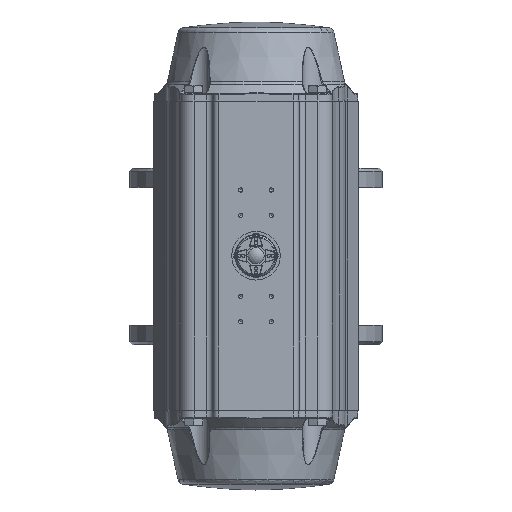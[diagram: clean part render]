
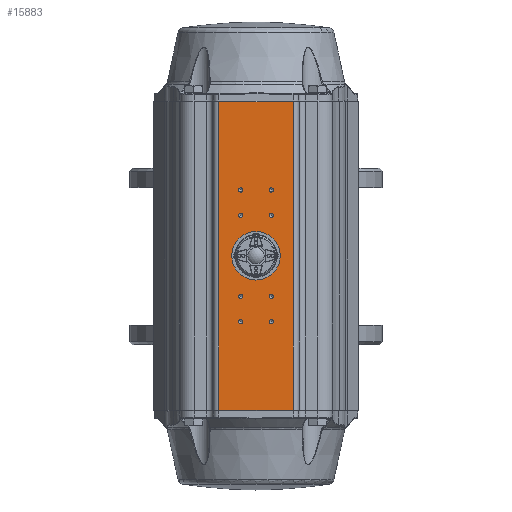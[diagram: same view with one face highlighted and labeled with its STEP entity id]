
A CAD part, top view. The second image highlights one B-rep face of the part: STEP entity #15883.
In plain terms, the highlighted face is planar.
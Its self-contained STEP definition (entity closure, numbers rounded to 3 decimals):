
#1685=CIRCLE('',#16832,2.1);
#1687=CIRCLE('',#16836,2.1);
#1689=CIRCLE('',#16840,2.1);
#1691=CIRCLE('',#16844,2.1);
#1693=CIRCLE('',#16848,2.1);
#1695=CIRCLE('',#16852,2.1);
#1697=CIRCLE('',#16856,2.1);
#1699=CIRCLE('',#16860,2.1);
#1791=CIRCLE('',#17007,23.9);
#5758=ORIENTED_EDGE('',*,*,#8281,.F.);
#5759=ORIENTED_EDGE('',*,*,#8282,.T.);
#5760=ORIENTED_EDGE('',*,*,#8283,.T.);
#5761=ORIENTED_EDGE('',*,*,#8284,.T.);
#5762=ORIENTED_EDGE('',*,*,#7357,.F.);
#5763=ORIENTED_EDGE('',*,*,#7355,.F.);
#5764=ORIENTED_EDGE('',*,*,#7353,.F.);
#5765=ORIENTED_EDGE('',*,*,#7351,.F.);
#5766=ORIENTED_EDGE('',*,*,#7349,.F.);
#5767=ORIENTED_EDGE('',*,*,#7347,.F.);
#5768=ORIENTED_EDGE('',*,*,#7345,.F.);
#5769=ORIENTED_EDGE('',*,*,#7343,.F.);
#5770=ORIENTED_EDGE('',*,*,#7521,.F.);
#7343=EDGE_CURVE('',#9181,#9181,#1685,.T.);
#7345=EDGE_CURVE('',#9184,#9184,#1687,.T.);
#7347=EDGE_CURVE('',#9187,#9187,#1689,.T.);
#7349=EDGE_CURVE('',#9190,#9190,#1691,.T.);
#7351=EDGE_CURVE('',#9193,#9193,#1693,.T.);
#7353=EDGE_CURVE('',#9196,#9196,#1695,.T.);
#7355=EDGE_CURVE('',#9199,#9199,#1697,.T.);
#7357=EDGE_CURVE('',#9202,#9202,#1699,.T.);
#7521=EDGE_CURVE('',#9367,#9367,#1791,.T.);
#8281=EDGE_CURVE('',#9769,#9770,#10455,.T.);
#8282=EDGE_CURVE('',#9769,#9771,#10456,.T.);
#8283=EDGE_CURVE('',#9771,#9772,#10457,.T.);
#8284=EDGE_CURVE('',#9772,#9770,#10458,.T.);
#9181=VERTEX_POINT('',#26224);
#9184=VERTEX_POINT('',#26231);
#9187=VERTEX_POINT('',#26238);
#9190=VERTEX_POINT('',#26245);
#9193=VERTEX_POINT('',#26252);
#9196=VERTEX_POINT('',#26259);
#9199=VERTEX_POINT('',#26266);
#9202=VERTEX_POINT('',#26273);
#9367=VERTEX_POINT('',#28216);
#9769=VERTEX_POINT('',#36421);
#9770=VERTEX_POINT('',#36422);
#9771=VERTEX_POINT('',#36424);
#9772=VERTEX_POINT('',#36426);
#10455=LINE('',#36420,#11208);
#10456=LINE('',#36423,#11209);
#10457=LINE('',#36425,#11210);
#10458=LINE('',#36427,#11211);
#11208=VECTOR('',#21372,1000.);
#11209=VECTOR('',#21373,1000.);
#11210=VECTOR('',#21374,1000.);
#11211=VECTOR('',#21375,1000.);
#12412=EDGE_LOOP('',(#5758,#5759,#5760,#5761));
#12413=EDGE_LOOP('',(#5762));
#12414=EDGE_LOOP('',(#5763));
#12415=EDGE_LOOP('',(#5764));
#12416=EDGE_LOOP('',(#5765));
#12417=EDGE_LOOP('',(#5766));
#12418=EDGE_LOOP('',(#5767));
#12419=EDGE_LOOP('',(#5768));
#12420=EDGE_LOOP('',(#5769));
#12421=EDGE_LOOP('',(#5770));
#13622=FACE_BOUND('',#12412,.T.);
#13623=FACE_BOUND('',#12413,.T.);
#13624=FACE_BOUND('',#12414,.T.);
#13625=FACE_BOUND('',#12415,.T.);
#13626=FACE_BOUND('',#12416,.T.);
#13627=FACE_BOUND('',#12417,.T.);
#13628=FACE_BOUND('',#12418,.T.);
#13629=FACE_BOUND('',#12419,.T.);
#13630=FACE_BOUND('',#12420,.T.);
#13631=FACE_BOUND('',#12421,.T.);
#13996=PLANE('',#17581);
#15883=ADVANCED_FACE('',(#13622,#13623,#13624,#13625,#13626,#13627,#13628,
#13629,#13630,#13631),#13996,.T.);
#16832=AXIS2_PLACEMENT_3D('',#26223,#19688,#19689);
#16836=AXIS2_PLACEMENT_3D('',#26230,#19696,#19697);
#16840=AXIS2_PLACEMENT_3D('',#26237,#19704,#19705);
#16844=AXIS2_PLACEMENT_3D('',#26244,#19712,#19713);
#16848=AXIS2_PLACEMENT_3D('',#26251,#19720,#19721);
#16852=AXIS2_PLACEMENT_3D('',#26258,#19728,#19729);
#16856=AXIS2_PLACEMENT_3D('',#26265,#19736,#19737);
#16860=AXIS2_PLACEMENT_3D('',#26272,#19744,#19745);
#17007=AXIS2_PLACEMENT_3D('',#28215,#20050,#20051);
#17581=AXIS2_PLACEMENT_3D('',#36419,#21370,#21371);
#19688=DIRECTION('',(0.,1.,0.));
#19689=DIRECTION('',(0.,0.,1.));
#19696=DIRECTION('',(0.,1.,0.));
#19697=DIRECTION('',(0.,0.,1.));
#19704=DIRECTION('',(0.,1.,0.));
#19705=DIRECTION('',(0.,0.,1.));
#19712=DIRECTION('',(0.,1.,0.));
#19713=DIRECTION('',(0.,0.,1.));
#19720=DIRECTION('',(0.,1.,0.));
#19721=DIRECTION('',(0.,0.,1.));
#19728=DIRECTION('',(0.,1.,0.));
#19729=DIRECTION('',(0.,0.,1.));
#19736=DIRECTION('',(0.,1.,0.));
#19737=DIRECTION('',(0.,0.,1.));
#19744=DIRECTION('',(0.,1.,0.));
#19745=DIRECTION('',(0.,0.,1.));
#20050=DIRECTION('',(0.,1.,0.));
#20051=DIRECTION('',(-1.,0.,0.));
#21370=DIRECTION('',(0.,1.,0.));
#21371=DIRECTION('',(1.,0.,0.));
#21372=DIRECTION('',(0.,0.,-1.));
#21373=DIRECTION('',(1.,0.,0.));
#21374=DIRECTION('',(0.,0.,-1.));
#21375=DIRECTION('',(-1.,0.,0.));
#26223=CARTESIAN_POINT('',(-15.,98.,-65.));
#26224=CARTESIAN_POINT('',(-15.,98.,-62.9));
#26230=CARTESIAN_POINT('',(-15.,98.,-40.));
#26231=CARTESIAN_POINT('',(-15.,98.,-37.9));
#26237=CARTESIAN_POINT('',(15.,98.,-65.));
#26238=CARTESIAN_POINT('',(15.,98.,-62.9));
#26244=CARTESIAN_POINT('',(15.,98.,-40.));
#26245=CARTESIAN_POINT('',(15.,98.,-37.9));
#26251=CARTESIAN_POINT('',(-15.,98.,40.));
#26252=CARTESIAN_POINT('',(-15.,98.,42.1));
#26258=CARTESIAN_POINT('',(-15.,98.,65.));
#26259=CARTESIAN_POINT('',(-15.,98.,67.1));
#26265=CARTESIAN_POINT('',(15.,98.,65.));
#26266=CARTESIAN_POINT('',(15.,98.,67.1));
#26272=CARTESIAN_POINT('',(15.,98.,40.));
#26273=CARTESIAN_POINT('',(15.,98.,42.1));
#28215=CARTESIAN_POINT('',(0.,98.,0.));
#28216=CARTESIAN_POINT('',(-23.9,98.,0.));
#36419=CARTESIAN_POINT('',(0.,98.,152.75));
#36420=CARTESIAN_POINT('',(-36.52,98.,152.75));
#36421=CARTESIAN_POINT('',(-36.52,98.,152.25));
#36422=CARTESIAN_POINT('',(-36.52,98.,-152.25));
#36423=CARTESIAN_POINT('',(0.,98.,152.25));
#36424=CARTESIAN_POINT('',(36.52,98.,152.25));
#36425=CARTESIAN_POINT('',(36.52,98.,152.75));
#36426=CARTESIAN_POINT('',(36.52,98.,-152.25));
#36427=CARTESIAN_POINT('',(-36.52,98.,-152.25));
